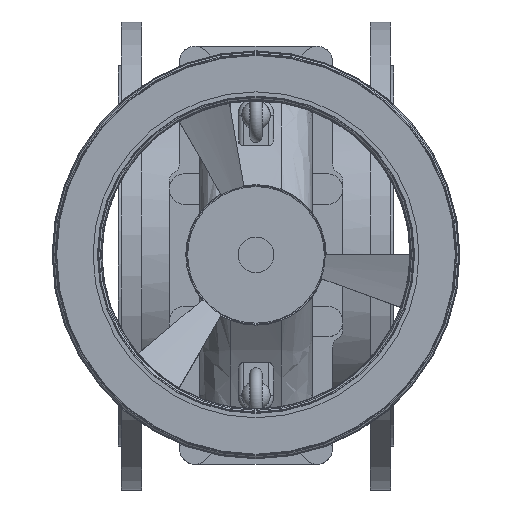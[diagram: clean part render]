
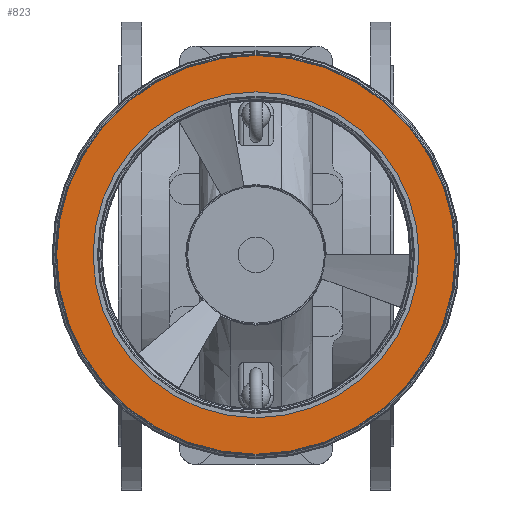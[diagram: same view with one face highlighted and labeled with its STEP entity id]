
A CAD part, top view. The second image highlights one B-rep face of the part: STEP entity #823.
In plain terms, the highlighted planar face has unit normal (0, 0, 1).
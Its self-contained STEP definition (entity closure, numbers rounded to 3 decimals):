
#823=ADVANCED_FACE('',(#34834,#34836),#34838,.T.);
#34834=FACE_BOUND('',#34835,.T.);
#34835=EDGE_LOOP('',(#65805,#65806));
#34836=FACE_BOUND('',#34837,.T.);
#34837=EDGE_LOOP('',(#65807,#65808));
#34838=PLANE('',#34839);
#34839=AXIS2_PLACEMENT_3D('',#34840,#34841,#34842);
#34840=CARTESIAN_POINT('',(15593.285,-8169.568,438.));
#34841=DIRECTION('',(0.,0.,1.));
#34842=DIRECTION('',(0.,-1.,0.));
#65805=ORIENTED_EDGE('',*,*,#87830,.T.);
#65806=ORIENTED_EDGE('',*,*,#87829,.T.);
#65807=ORIENTED_EDGE('',*,*,#87831,.F.);
#65808=ORIENTED_EDGE('',*,*,#87832,.F.);
#87829=EDGE_CURVE('',#99103,#99104,#99105,.T.);
#87830=EDGE_CURVE('',#99104,#99103,#99106,.T.);
#87831=EDGE_CURVE('',#99107,#99108,#99109,.T.);
#87832=EDGE_CURVE('',#99108,#99107,#99110,.T.);
#99103=VERTEX_POINT('',#118261);
#99104=VERTEX_POINT('',#118262);
#99105=CIRCLE('',#118263,195.56);
#99106=CIRCLE('',#118267,195.56);
#99107=VERTEX_POINT('',#118271);
#99108=VERTEX_POINT('',#118272);
#99109=CIRCLE('',#118273,159.787);
#99110=CIRCLE('',#118277,159.787);
#118261=CARTESIAN_POINT('',(15229.257,-8169.568,438.));
#118262=CARTESIAN_POINT('',(15620.376,-8169.568,438.));
#118263=AXIS2_PLACEMENT_3D('',#118264,#118265,#118266);
#118264=CARTESIAN_POINT('',(15424.817,-8169.568,438.));
#118265=DIRECTION('',(0.,0.,1.));
#118266=DIRECTION('',(-1.,0.,0.));
#118267=AXIS2_PLACEMENT_3D('',#118268,#118269,#118270);
#118268=CARTESIAN_POINT('',(15424.817,-8169.568,438.));
#118269=DIRECTION('',(0.,0.,1.));
#118270=DIRECTION('',(1.,0.,0.));
#118271=CARTESIAN_POINT('',(15265.029,-8169.568,438.));
#118272=CARTESIAN_POINT('',(15584.604,-8169.568,438.));
#118273=AXIS2_PLACEMENT_3D('',#118274,#118275,#118276);
#118274=CARTESIAN_POINT('',(15424.817,-8169.568,438.));
#118275=DIRECTION('',(0.,0.,1.));
#118276=DIRECTION('',(-1.,0.,0.));
#118277=AXIS2_PLACEMENT_3D('',#118278,#118279,#118280);
#118278=CARTESIAN_POINT('',(15424.817,-8169.568,438.));
#118279=DIRECTION('',(0.,0.,1.));
#118280=DIRECTION('',(1.,0.,0.));
